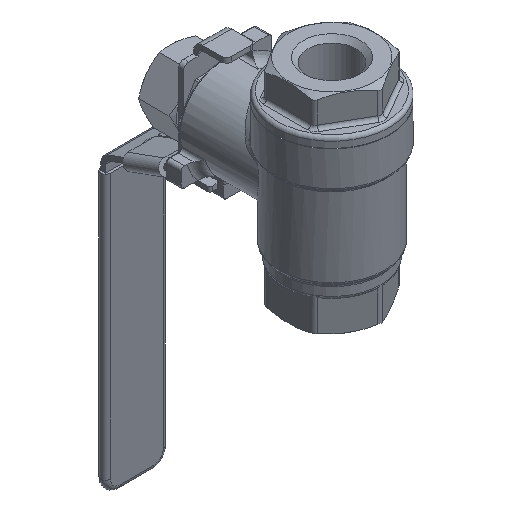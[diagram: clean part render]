
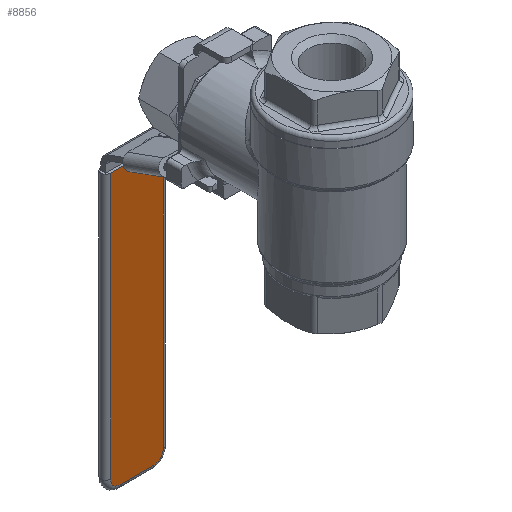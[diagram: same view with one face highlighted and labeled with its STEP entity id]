
A CAD part, isometric view. The second image highlights one B-rep face of the part: STEP entity #8856.
In plain terms, the highlighted planar face has unit normal (0, -1, 0).
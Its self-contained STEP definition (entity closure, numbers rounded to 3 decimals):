
#311=PLANE('',#9689);
#746=LINE('',#15062,#1443);
#747=LINE('',#15066,#1444);
#748=LINE('',#15070,#1445);
#749=LINE('',#15071,#1446);
#1443=VECTOR('',#11164,10.);
#1444=VECTOR('',#11167,10.);
#1445=VECTOR('',#11170,10.);
#1446=VECTOR('',#11171,10.);
#2210=FACE_OUTER_BOUND('',#2719,.T.);
#2719=EDGE_LOOP('',(#6839,#6840,#6841,#6842,#6843,#6844));
#3424=CIRCLE('',#9690,2.);
#3425=CIRCLE('',#9691,2.);
#3917=VERTEX_POINT('',#15060);
#3918=VERTEX_POINT('',#15061);
#3919=VERTEX_POINT('',#15063);
#3920=VERTEX_POINT('',#15065);
#3921=VERTEX_POINT('',#15067);
#3922=VERTEX_POINT('',#15069);
#4954=EDGE_CURVE('',#3917,#3918,#746,.T.);
#4955=EDGE_CURVE('',#3919,#3917,#3424,.T.);
#4956=EDGE_CURVE('',#3920,#3919,#747,.T.);
#4957=EDGE_CURVE('',#3921,#3920,#3425,.T.);
#4958=EDGE_CURVE('',#3922,#3921,#748,.T.);
#4959=EDGE_CURVE('',#3922,#3918,#749,.T.);
#6839=ORIENTED_EDGE('',*,*,#4954,.F.);
#6840=ORIENTED_EDGE('',*,*,#4955,.F.);
#6841=ORIENTED_EDGE('',*,*,#4956,.F.);
#6842=ORIENTED_EDGE('',*,*,#4957,.F.);
#6843=ORIENTED_EDGE('',*,*,#4958,.F.);
#6844=ORIENTED_EDGE('',*,*,#4959,.T.);
#8856=ADVANCED_FACE('',(#2210),#311,.T.);
#9689=AXIS2_PLACEMENT_3D('',#15059,#11162,#11163);
#9690=AXIS2_PLACEMENT_3D('',#15064,#11165,#11166);
#9691=AXIS2_PLACEMENT_3D('',#15068,#11168,#11169);
#11162=DIRECTION('center_axis',(0.,-1.,0.));
#11163=DIRECTION('ref_axis',(-1.,0.,0.));
#11164=DIRECTION('',(0.,0.,1.));
#11165=DIRECTION('center_axis',(0.,1.,0.));
#11166=DIRECTION('ref_axis',(-0.707,0.,-0.707));
#11167=DIRECTION('',(-1.,0.,0.));
#11168=DIRECTION('center_axis',(0.,1.,0.));
#11169=DIRECTION('ref_axis',(0.707,0.,-0.707));
#11170=DIRECTION('',(0.,0.,-1.));
#11171=DIRECTION('',(-1.,0.,0.));
#15059=CARTESIAN_POINT('Origin',(6.5,15.756,-17.717));
#15060=CARTESIAN_POINT('',(-5.5,15.756,-73.003));
#15061=CARTESIAN_POINT('',(-5.5,15.756,-17.717));
#15062=CARTESIAN_POINT('',(-5.5,15.756,-17.717));
#15063=CARTESIAN_POINT('',(-3.5,15.756,-75.003));
#15064=CARTESIAN_POINT('Origin',(-3.5,15.756,-73.003));
#15065=CARTESIAN_POINT('',(3.5,15.756,-75.003));
#15066=CARTESIAN_POINT('',(3.25,15.756,-75.003));
#15067=CARTESIAN_POINT('',(5.5,15.756,-73.003));
#15068=CARTESIAN_POINT('Origin',(3.5,15.756,-73.003));
#15069=CARTESIAN_POINT('',(5.5,15.756,-17.717));
#15070=CARTESIAN_POINT('',(5.5,15.756,-17.717));
#15071=CARTESIAN_POINT('',(6.5,15.756,-17.717));
